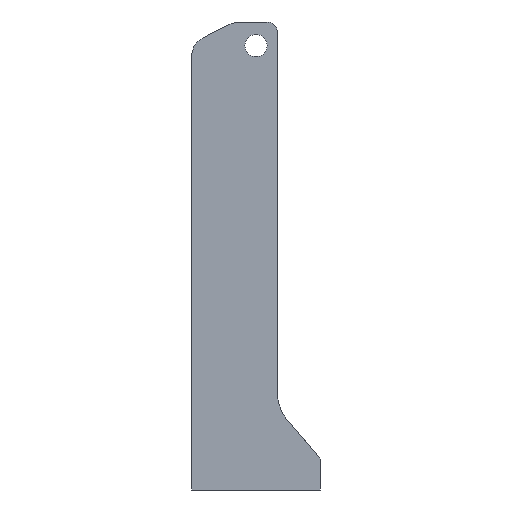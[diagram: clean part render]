
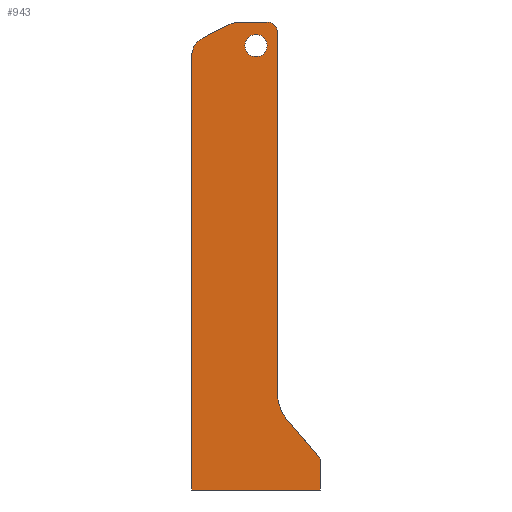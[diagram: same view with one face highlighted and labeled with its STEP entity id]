
A CAD part, left-side view. The second image highlights one B-rep face of the part: STEP entity #943.
In plain terms, the highlighted planar face has unit normal (-1, 0, 0).
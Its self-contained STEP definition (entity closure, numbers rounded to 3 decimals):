
#41=FACE_BOUND('',#169,.T.);
#66=PLANE('',#1055);
#104=FACE_OUTER_BOUND('',#168,.T.);
#168=EDGE_LOOP('',(#831,#832,#833,#834,#835,#836,#837,#838,#839,#840,#841));
#169=EDGE_LOOP('',(#842));
#188=LINE('',#1393,#269);
#196=LINE('',#1419,#277);
#236=LINE('',#1562,#317);
#242=LINE('',#1576,#323);
#246=LINE('',#1588,#327);
#248=LINE('',#1594,#329);
#250=LINE('',#1604,#331);
#269=VECTOR('',#1100,10.);
#277=VECTOR('',#1126,10.);
#317=VECTOR('',#1262,10.);
#323=VECTOR('',#1276,10.);
#327=VECTOR('',#1292,10.);
#329=VECTOR('',#1300,10.);
#331=VECTOR('',#1318,10.);
#345=CIRCLE('',#974,5.);
#349=CIRCLE('',#982,20.);
#361=CIRCLE('',#1004,5.2);
#380=CIRCLE('',#1036,10.);
#382=CIRCLE('',#1045,10.);
#396=VERTEX_POINT('',#1378);
#397=VERTEX_POINT('',#1380);
#401=VERTEX_POINT('',#1392);
#405=VERTEX_POINT('',#1404);
#410=VERTEX_POINT('',#1418);
#434=VERTEX_POINT('',#1478);
#465=VERTEX_POINT('',#1561);
#467=VERTEX_POINT('',#1568);
#468=VERTEX_POINT('',#1569);
#469=VERTEX_POINT('',#1574);
#471=VERTEX_POINT('',#1586);
#472=VERTEX_POINT('',#1590);
#484=EDGE_CURVE('',#397,#396,#345,.T.);
#490=EDGE_CURVE('',#401,#397,#188,.T.);
#496=EDGE_CURVE('',#405,#401,#349,.T.);
#503=EDGE_CURVE('',#410,#405,#196,.T.);
#533=EDGE_CURVE('',#434,#434,#361,.T.);
#575=EDGE_CURVE('',#410,#465,#236,.T.);
#579=EDGE_CURVE('',#467,#468,#380,.T.);
#583=EDGE_CURVE('',#469,#467,#242,.T.);
#590=EDGE_CURVE('',#396,#471,#246,.T.);
#592=EDGE_CURVE('',#472,#471,#382,.T.);
#593=EDGE_CURVE('',#468,#472,#248,.T.);
#597=EDGE_CURVE('',#465,#469,#250,.T.);
#831=ORIENTED_EDGE('',*,*,#484,.T.);
#832=ORIENTED_EDGE('',*,*,#590,.T.);
#833=ORIENTED_EDGE('',*,*,#592,.F.);
#834=ORIENTED_EDGE('',*,*,#593,.F.);
#835=ORIENTED_EDGE('',*,*,#579,.F.);
#836=ORIENTED_EDGE('',*,*,#583,.F.);
#837=ORIENTED_EDGE('',*,*,#597,.F.);
#838=ORIENTED_EDGE('',*,*,#575,.F.);
#839=ORIENTED_EDGE('',*,*,#503,.T.);
#840=ORIENTED_EDGE('',*,*,#496,.T.);
#841=ORIENTED_EDGE('',*,*,#490,.T.);
#842=ORIENTED_EDGE('',*,*,#533,.T.);
#943=ADVANCED_FACE('',(#104,#41),#66,.F.);
#974=AXIS2_PLACEMENT_3D('',#1381,#1089,#1090);
#982=AXIS2_PLACEMENT_3D('',#1405,#1113,#1114);
#1004=AXIS2_PLACEMENT_3D('',#1479,#1180,#1181);
#1036=AXIS2_PLACEMENT_3D('',#1570,#1269,#1270);
#1045=AXIS2_PLACEMENT_3D('',#1592,#1296,#1297);
#1055=AXIS2_PLACEMENT_3D('',#1605,#1319,#1320);
#1089=DIRECTION('center_axis',(-1.,0.,0.));
#1090=DIRECTION('ref_axis',(0.,-1.,0.));
#1100=DIRECTION('',(0.,0.,1.));
#1113=DIRECTION('center_axis',(1.,0.,0.));
#1114=DIRECTION('ref_axis',(0.,1.,0.));
#1126=DIRECTION('',(0.,0.649,0.761));
#1180=DIRECTION('center_axis',(1.,0.,0.));
#1181=DIRECTION('ref_axis',(0.,-1.,0.));
#1262=DIRECTION('',(0.,0.,-1.));
#1269=DIRECTION('center_axis',(1.,0.,0.));
#1270=DIRECTION('ref_axis',(0.,0.851,0.526));
#1276=DIRECTION('',(0.,0.,1.));
#1292=DIRECTION('',(0.,1.,0.));
#1296=DIRECTION('center_axis',(1.,0.,0.));
#1297=DIRECTION('ref_axis',(0.,0.23,0.973));
#1300=DIRECTION('',(0.,-0.894,0.447));
#1318=DIRECTION('',(0.,1.,0.));
#1319=DIRECTION('center_axis',(1.,0.,0.));
#1320=DIRECTION('ref_axis',(0.,0.378,-0.926));
#1378=CARTESIAN_POINT('',(4.,-5.,11.));
#1380=CARTESIAN_POINT('',(4.,-10.,6.));
#1381=CARTESIAN_POINT('Origin',(4.,-5.,6.));
#1392=CARTESIAN_POINT('',(4.,-10.,-161.749));
#1393=CARTESIAN_POINT('',(4.,-10.,-132.162));
#1404=CARTESIAN_POINT('',(4.,-14.785,-174.73));
#1405=CARTESIAN_POINT('Origin',(4.,-30.,-161.749));
#1418=CARTESIAN_POINT('',(4.,-30.,-192.563));
#1419=CARTESIAN_POINT('',(4.,-0.029,-157.435));
#1478=CARTESIAN_POINT('',(4.,5.2,0.));
#1479=CARTESIAN_POINT('Origin',(4.,0.,
0.));
#1561=CARTESIAN_POINT('',(4.,-30.,-207.));
#1562=CARTESIAN_POINT('',(4.,-30.,11.));
#1568=CARTESIAN_POINT('',(4.,30.,-5.18));
#1569=CARTESIAN_POINT('',(4.,24.472,3.764));
#1570=CARTESIAN_POINT('Origin',(4.,20.,-5.18));
#1574=CARTESIAN_POINT('',(4.,30.,-207.));
#1576=CARTESIAN_POINT('',(4.,30.,11.));
#1586=CARTESIAN_POINT('',(4.,7.639,11.));
#1588=CARTESIAN_POINT('',(4.,0.,11.));
#1590=CARTESIAN_POINT('',(4.,12.111,9.944));
#1592=CARTESIAN_POINT('Origin',(4.,7.639,1.));
#1594=CARTESIAN_POINT('',(4.,36.441,-2.221));
#1604=CARTESIAN_POINT('',(4.,0.,-207.));
#1605=CARTESIAN_POINT('Origin',(4.,6.815,-102.575));
